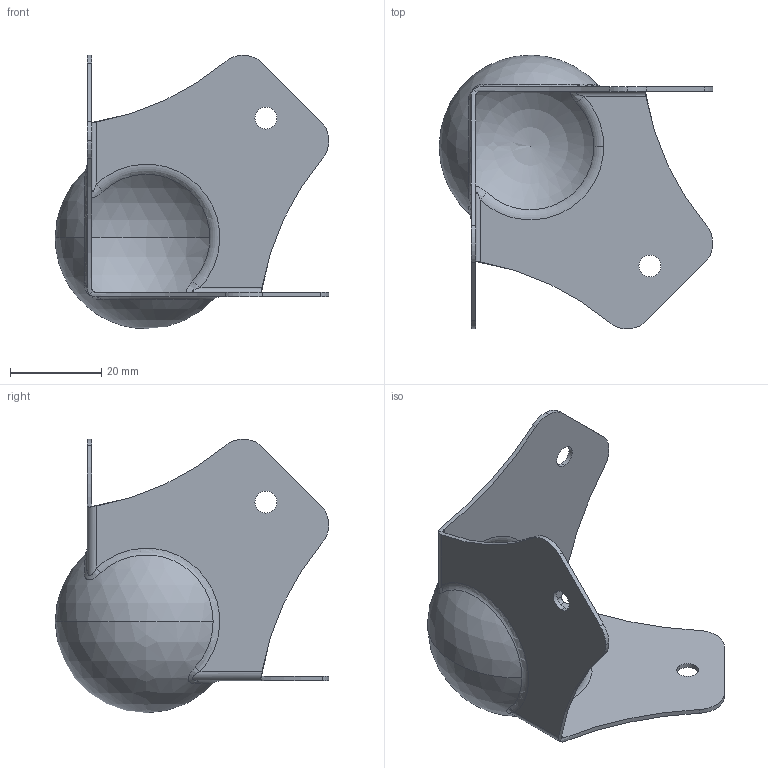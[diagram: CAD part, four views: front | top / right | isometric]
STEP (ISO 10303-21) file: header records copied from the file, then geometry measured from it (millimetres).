
FILE_DESCRIPTION (( 'STEP AP203' ), '1' );
FILE_NAME ('Óãîëîê øàðîâûé ñðåäíèé C3101.STEP', '2023-05-29T10:20:18', ( 'Ïîëüçîâàòåëü Windows' ), ( '' ), 'SwSTEP 2.0', 'SolidWorks 2018', '' );
FILE_SCHEMA (( 'CONFIG_CONTROL_DESIGN' ));
Length unit declared in the file: millimetre
Products named in the file (1): Óãîëîê øàðîâûé ñðåäíèé C3101
Bounding box: 60 x 60 x 60 mm (x, y, z)
Volume: 6492.1 mm3; surface area: 13334.6 mm2
Topology: 1 solids, 1 shells, 53 faces, 149 edges, 96 vertices
Faces by surface type: cylinder 26, plane 9, torus 8, bspline 6, sphere 4
Entity records: 2444 total; most frequent: CARTESIAN_POINT 1030, DIRECTION 290, ORIENTED_EDGE 286, EDGE_CURVE 143, AXIS2_PLACEMENT_3D 126, VERTEX_POINT 92, CIRCLE 78, EDGE_LOOP 59
